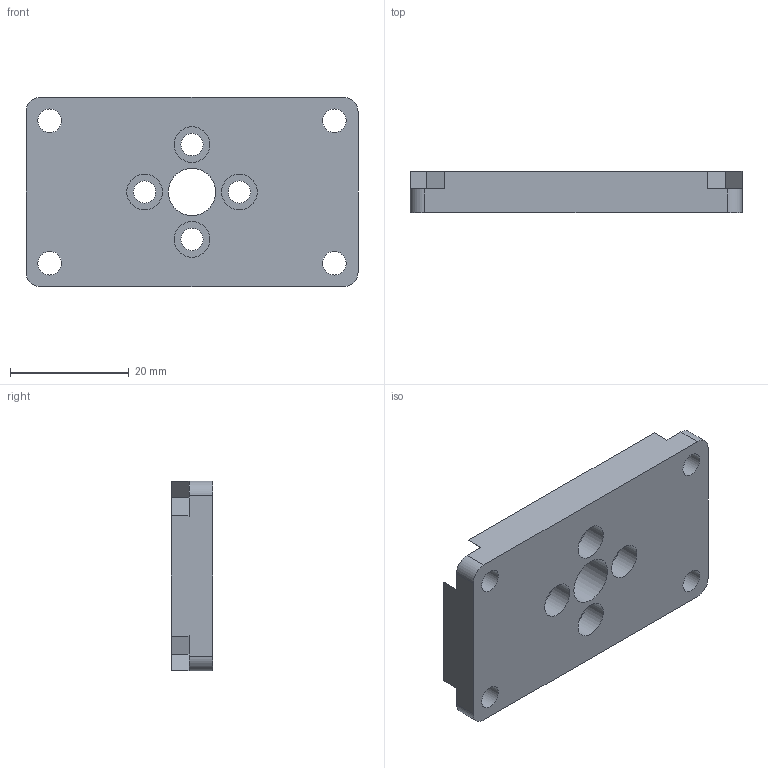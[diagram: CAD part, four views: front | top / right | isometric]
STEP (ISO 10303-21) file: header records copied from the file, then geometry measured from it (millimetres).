
FILE_DESCRIPTION(/* description */ (''),/* implementation_level */ '2;1');
FILE_NAME(/* name */ 'suport range sensor v2.step',/* time_stamp */ '2018-03-09T14:17:34+02:00',/* author */ (''),/* organization */ (''),/* preprocessor_version */ 'ST-DEVELOPER v16.13',/* originating_system */ 'Autodesk Translation Framework v6.5.0.72',/* authorisation */ '');
FILE_SCHEMA (('AUTOMOTIVE_DESIGN { 1 0 10303 214 3 1 1 }'));
Length unit declared in the file: millimetre
Products named in the file (1): suport range sensor
Bounding box: 56 x 7 x 32 mm (x, y, z)
Volume: 10677.6 mm3; surface area: 5387.1 mm2
Topology: 1 solids, 1 shells, 47 faces, 123 edges, 82 vertices
Faces by surface type: plane 30, cylinder 17
Full cylindrical faces by diameter (mm): 3.75 x4, 4 x4, 6 x4, 8 x1
Entity records: 1520 total; most frequent: DIRECTION 253, CARTESIAN_POINT 253, ORIENTED_EDGE 246, EDGE_CURVE 123, LINE 89, VECTOR 89, VERTEX_POINT 82, AXIS2_PLACEMENT_3D 82
